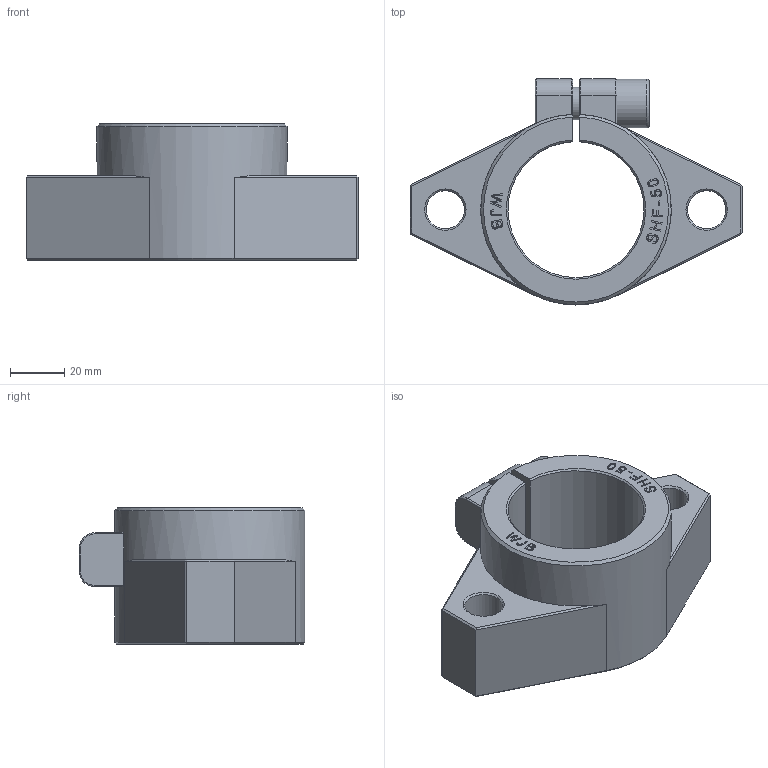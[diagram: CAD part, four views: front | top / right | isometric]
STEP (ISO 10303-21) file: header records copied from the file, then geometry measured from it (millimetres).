
FILE_DESCRIPTION(/* description */ (''),/* implementation_level */ '2;1');
FILE_NAME(/* name */ 'WJB-SHF-50.stp',/* time_stamp */ '2019-01-10T17:45:49+08:00',/* author */ (''),/* organization */ (''),/* preprocessor_version */ 'ST-DEVELOPER v11',/* originating_system */ 'SIEMENS UGS NX 6.0',/* authorisation */ '');
FILE_SCHEMA (('CONFIG_CONTROL_DESIGN'));
Length unit declared in the file: millimetre
Products named in the file (1): ROCK24B73drb
Bounding box: 122 x 83 x 50 mm (x, y, z)
Volume: 152957.9 mm3; surface area: 35720.6 mm2
Topology: 2 solids, 2 shells, 186 faces, 460 edges, 291 vertices
Faces by surface type: plane 110, extrusion 27, cylinder 26, cone 13, torus 10
Full cylindrical faces by diameter (mm): 10.106 x2, 12 x1, 14 x2, 18 x1
Entity records: 6232 total; most frequent: CARTESIAN_POINT 2018, ORIENTED_EDGE 882, DIRECTION 740, EDGE_CURVE 441, VERTEX_POINT 287, VECTOR 268, LINE 241, AXIS2_PLACEMENT_3D 236
